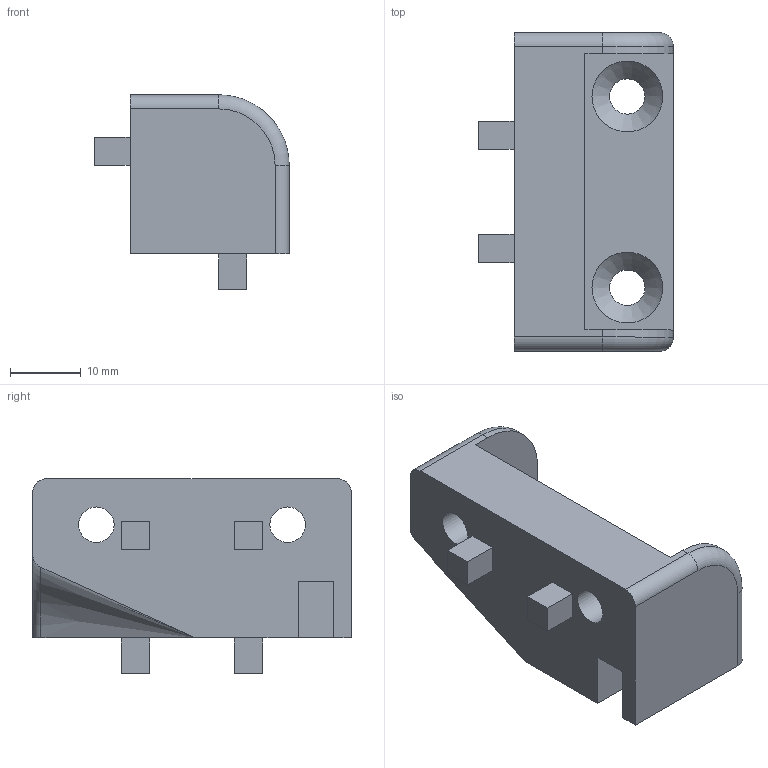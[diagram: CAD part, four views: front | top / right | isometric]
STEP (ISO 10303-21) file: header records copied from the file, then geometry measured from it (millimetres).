
FILE_DESCRIPTION((''),'2;1');
FILE_NAME('AR3744.stp','2018-09-17T15:08:13',('Konstruktor II'),(''),'Autodesk Inventor 2013','Autodesk Inventor 2013','');
FILE_SCHEMA(('AUTOMOTIVE_DESIGN { 1 0 10303 214 1 1 1 1 }'));
Length unit declared in the file: millimetre
Products named in the file (1): AR3744
Bounding box: 27.5 x 45 x 27.5 mm (x, y, z)
Volume: 14774.2 mm3; surface area: 5924.3 mm2
Topology: 1 solids, 1 shells, 52 faces, 135 edges, 88 vertices
Faces by surface type: plane 34, cylinder 10, cone 5, torus 3
Full cylindrical faces by diameter (mm): 5 x4
Entity records: 1542 total; most frequent: CARTESIAN_POINT 259, DIRECTION 258, ORIENTED_EDGE 244, EDGE_CURVE 122, VECTOR 92, LINE 92, VERTEX_POINT 84, AXIS2_PLACEMENT_3D 83
